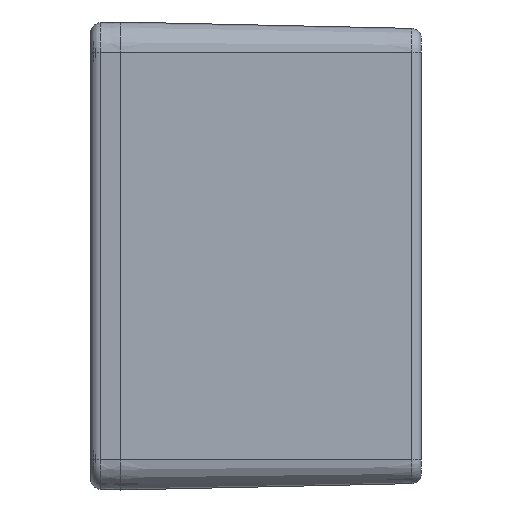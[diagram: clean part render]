
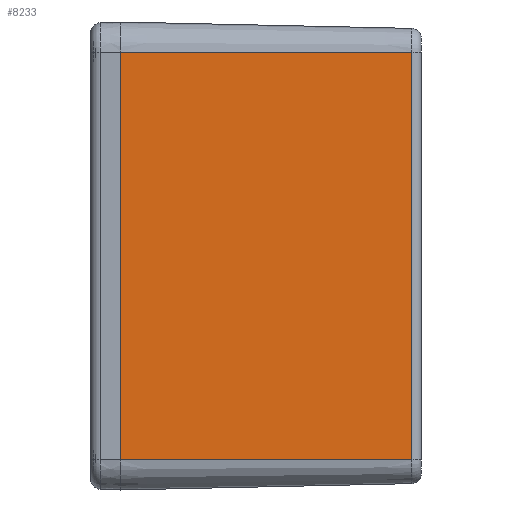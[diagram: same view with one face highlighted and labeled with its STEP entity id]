
A CAD part, left-side view. The second image highlights one B-rep face of the part: STEP entity #8233.
In plain terms, the highlighted face is planar.
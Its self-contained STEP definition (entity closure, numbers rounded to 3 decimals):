
#1024=FACE_OUTER_BOUND('',#1548,.T.);
#1548=EDGE_LOOP('',(#6809,#6810,#6811,#6812));
#2395=LINE('',#14295,#3116);
#2398=LINE('',#14302,#3119);
#2404=LINE('',#14318,#3125);
#2405=LINE('',#14319,#3126);
#3116=VECTOR('',#10335,61.);
#3119=VECTOR('',#10342,43.543);
#3125=VECTOR('',#10360,61.);
#3126=VECTOR('',#10361,43.543);
#3856=VERTEX_POINT('',#14283);
#3859=VERTEX_POINT('',#14290);
#3861=VERTEX_POINT('',#14300);
#3865=VERTEX_POINT('',#14317);
#4891=EDGE_CURVE('',#3856,#3859,#2395,.T.);
#4895=EDGE_CURVE('',#3861,#3856,#2398,.T.);
#4902=EDGE_CURVE('',#3865,#3861,#2404,.T.);
#4903=EDGE_CURVE('',#3865,#3859,#2405,.T.);
#6809=ORIENTED_EDGE('',*,*,#4891,.F.);
#6810=ORIENTED_EDGE('',*,*,#4895,.F.);
#6811=ORIENTED_EDGE('',*,*,#4902,.F.);
#6812=ORIENTED_EDGE('',*,*,#4903,.T.);
#7859=PLANE('',#8780);
#8233=ADVANCED_FACE('',(#1024),#7859,.T.);
#8780=AXIS2_PLACEMENT_3D('',#14316,#10358,#10359);
#10335=DIRECTION('',(0.,1.,0.));
#10342=DIRECTION('',(0.022,0.,-1.));
#10358=DIRECTION('center_axis',(-1.,0.,-0.022));
#10359=DIRECTION('ref_axis',(0.,1.,0.));
#10360=DIRECTION('',(0.,-1.,0.));
#10361=DIRECTION('',(0.022,0.,-1.));
#14283=CARTESIAN_POINT('',(-126.05,-30.5,-43.533));
#14290=CARTESIAN_POINT('',(-126.05,30.5,-43.533));
#14295=CARTESIAN_POINT('',(-126.05,15.25,-43.533));
#14300=CARTESIAN_POINT('',(-127.,-30.5,0.));
#14302=CARTESIAN_POINT('',(-127.,-30.5,0.));
#14316=CARTESIAN_POINT('Origin',(-127.,30.5,0.));
#14317=CARTESIAN_POINT('',(-127.,30.5,0.));
#14318=CARTESIAN_POINT('',(-127.,30.5,0.));
#14319=CARTESIAN_POINT('',(-127.,30.5,0.));
